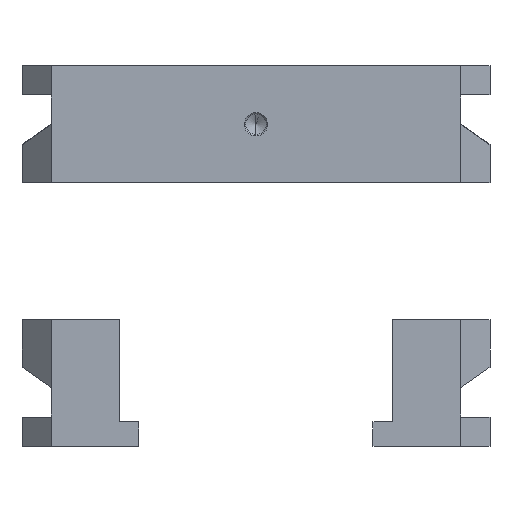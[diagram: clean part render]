
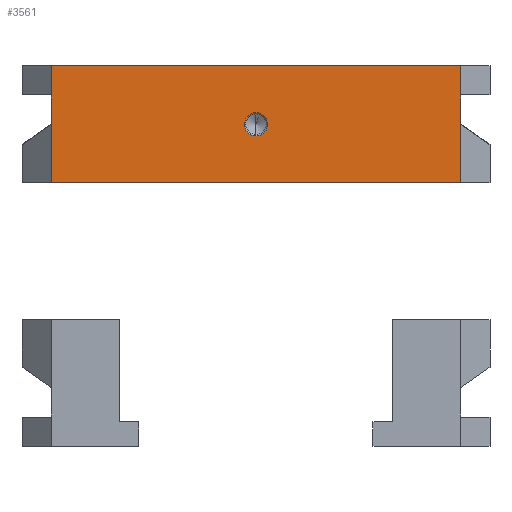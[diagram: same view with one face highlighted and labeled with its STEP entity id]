
A CAD part, left-side view. The second image highlights one B-rep face of the part: STEP entity #3561.
In plain terms, the highlighted planar face has unit normal (-1, 0, 0).
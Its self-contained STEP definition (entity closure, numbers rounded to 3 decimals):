
#431=DIRECTION('',(0.,-1.,0.));
#432=VECTOR('',#431,420.);
#433=CARTESIAN_POINT('',(-240.,210.,120.15));
#434=LINE('',#433,#432);
#1059=DIRECTION('',(0.,0.,-1.));
#1060=VECTOR('',#1059,60.);
#1061=CARTESIAN_POINT('',(-240.,-210.,60.15));
#1062=LINE('',#1061,#1060);
#1063=CARTESIAN_POINT('',(-240.,0.,60.15));
#1064=DIRECTION('',(1.,0.,0.));
#1065=DIRECTION('',(0.,0.,-1.));
#1066=AXIS2_PLACEMENT_3D('',#1063,#1064,#1065);
#1068=CARTESIAN_POINT('',(-240.,0.,60.15));
#1069=DIRECTION('',(1.,0.,0.));
#1070=DIRECTION('',(0.,0.,1.));
#1071=AXIS2_PLACEMENT_3D('',#1068,#1069,#1070);
#1073=DIRECTION('',(0.,-1.,0.));
#1074=VECTOR('',#1073,420.);
#1075=CARTESIAN_POINT('',(-240.,210.,0.15));
#1076=LINE('',#1075,#1074);
#1077=DIRECTION('',(0.,0.,-1.));
#1078=VECTOR('',#1077,60.);
#1079=CARTESIAN_POINT('',(-240.,210.,60.15));
#1080=LINE('',#1079,#1078);
#1081=DIRECTION('',(0.,0.,-1.));
#1082=VECTOR('',#1081,30.);
#1083=CARTESIAN_POINT('',(-240.,210.,120.15));
#1084=LINE('',#1083,#1082);
#1147=DIRECTION('',(0.,0.,-1.));
#1148=VECTOR('',#1147,30.);
#1149=CARTESIAN_POINT('',(-240.,-210.,120.15));
#1150=LINE('',#1149,#1148);
#1477=DIRECTION('',(0.,0.,1.));
#1478=VECTOR('',#1477,30.);
#1479=CARTESIAN_POINT('',(-240.,210.,60.15));
#1480=LINE('',#1479,#1478);
#1685=DIRECTION('',(0.,0.,-1.));
#1686=VECTOR('',#1685,30.);
#1687=CARTESIAN_POINT('',(-240.,-210.,90.15));
#1688=LINE('',#1687,#1686);
#2015=CARTESIAN_POINT('',(-240.,210.,0.15));
#2016=CARTESIAN_POINT('',(-240.,-210.,0.15));
#2017=VERTEX_POINT('',#2015);
#2018=VERTEX_POINT('',#2016);
#2031=CARTESIAN_POINT('',(-240.,210.,120.15));
#2032=CARTESIAN_POINT('',(-240.,-210.,120.15));
#2033=VERTEX_POINT('',#2031);
#2034=VERTEX_POINT('',#2032);
#2041=CARTESIAN_POINT('',(-240.,-210.,90.15));
#2042=VERTEX_POINT('',#2041);
#2043=CARTESIAN_POINT('',(-240.,210.,90.15));
#2044=VERTEX_POINT('',#2043);
#2163=CARTESIAN_POINT('',(-240.,0.,72.15));
#2165=VERTEX_POINT('',#2163);
#2167=CARTESIAN_POINT('',(-240.,0.,48.15));
#2169=VERTEX_POINT('',#2167);
#2395=CARTESIAN_POINT('',(-240.,-210.,60.15));
#2396=VERTEX_POINT('',#2395);
#2421=CARTESIAN_POINT('',(-240.,210.,60.15));
#2422=VERTEX_POINT('',#2421);
#3535=CARTESIAN_POINT('',(-240.,-210.,0.15));
#3536=DIRECTION('',(1.,0.,0.));
#3537=DIRECTION('',(0.,1.,0.));
#3538=AXIS2_PLACEMENT_3D('',#3535,#3536,#3537);
#3539=PLANE('',#3538);
#3540=ORIENTED_EDGE('',*,*,#2831,.T.);
#3542=ORIENTED_EDGE('',*,*,#3541,.T.);
#3544=ORIENTED_EDGE('',*,*,#3543,.T.);
#3545=ORIENTED_EDGE('',*,*,#3530,.T.);
#3546=ORIENTED_EDGE('',*,*,#2509,.F.);
#3548=ORIENTED_EDGE('',*,*,#3547,.F.);
#3550=ORIENTED_EDGE('',*,*,#3549,.T.);
#3552=ORIENTED_EDGE('',*,*,#3551,.F.);
#3553=EDGE_LOOP('',(#3540,#3542,#3544,#3545,#3546,#3548,#3550,#3552));
#3554=FACE_OUTER_BOUND('',#3553,.F.);
#3556=ORIENTED_EDGE('',*,*,#3555,.F.);
#3558=ORIENTED_EDGE('',*,*,#3557,.F.);
#3559=EDGE_LOOP('',(#3556,#3558));
#3560=FACE_BOUND('',#3559,.F.);
#3561=ADVANCED_FACE('',(#3554,#3560),#3539,.F.);
#1067=CIRCLE('',#1066,12.);
#1072=CIRCLE('',#1071,12.);
#2509=EDGE_CURVE('',#2017,#2018,#1076,.T.);
#2831=EDGE_CURVE('',#2033,#2034,#434,.T.);
#3530=EDGE_CURVE('',#2396,#2018,#1062,.T.);
#3541=EDGE_CURVE('',#2034,#2042,#1150,.T.);
#3543=EDGE_CURVE('',#2042,#2396,#1688,.T.);
#3547=EDGE_CURVE('',#2422,#2017,#1080,.T.);
#3549=EDGE_CURVE('',#2422,#2044,#1480,.T.);
#3551=EDGE_CURVE('',#2033,#2044,#1084,.T.);
#3555=EDGE_CURVE('',#2169,#2165,#1067,.T.);
#3557=EDGE_CURVE('',#2165,#2169,#1072,.T.);
